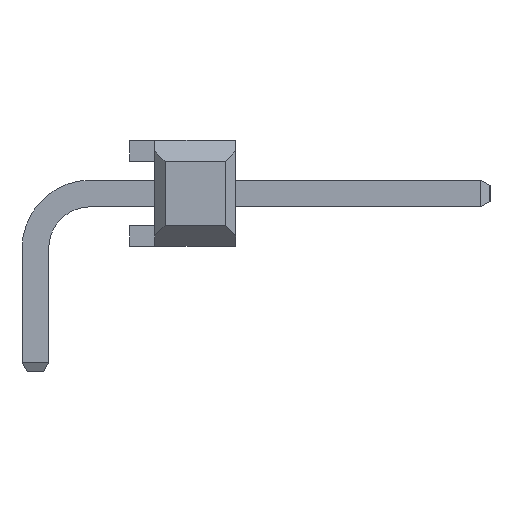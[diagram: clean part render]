
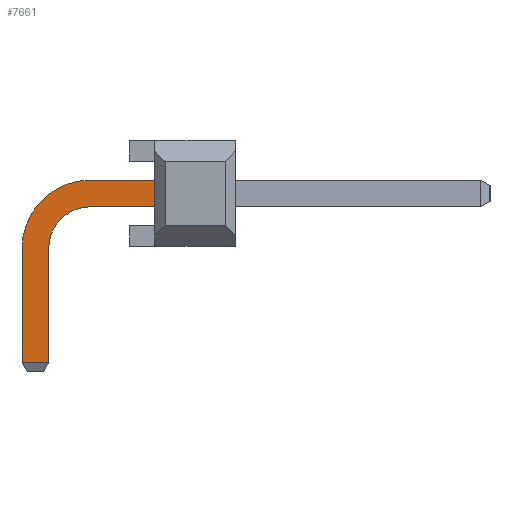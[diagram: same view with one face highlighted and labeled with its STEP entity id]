
A CAD part, left-side view. The second image highlights one B-rep face of the part: STEP entity #7661.
In plain terms, the highlighted planar face has unit normal (-1, 0, 0).
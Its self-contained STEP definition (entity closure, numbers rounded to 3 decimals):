
#71=FACE_OUTER_BOUND('',#511,.T.);
#511=EDGE_LOOP('',(#4867,#4868,#4869,#4870,#4871,#4872,#4873,#4874));
#969=CIRCLE('',#8128,1.64);
#970=CIRCLE('',#8129,1.);
#1014=LINE('',#10631,#2054);
#1018=LINE('',#10638,#2058);
#1023=LINE('',#10649,#2063);
#1024=LINE('',#10653,#2064);
#1025=LINE('',#10655,#2065);
#1026=LINE('',#10657,#2066);
#2054=VECTOR('',#8621,9.363);
#2058=VECTOR('',#8627,9.363);
#2063=VECTOR('',#8636,10.);
#2064=VECTOR('',#8639,2.733);
#2065=VECTOR('',#8640,0.64);
#2066=VECTOR('',#8641,2.733);
#3095=VERTEX_POINT('',#10628);
#3096=VERTEX_POINT('',#10630);
#3097=VERTEX_POINT('',#10634);
#3098=VERTEX_POINT('',#10636);
#3103=VERTEX_POINT('',#10650);
#3104=VERTEX_POINT('',#10652);
#3105=VERTEX_POINT('',#10654);
#3106=VERTEX_POINT('',#10656);
#3776=EDGE_CURVE('',#3095,#3096,#1014,.T.);
#3780=EDGE_CURVE('',#3097,#3098,#1018,.T.);
#3785=EDGE_CURVE('',#3097,#3095,#1023,.T.);
#3786=EDGE_CURVE('',#3098,#3103,#969,.T.);
#3787=EDGE_CURVE('',#3103,#3104,#1024,.T.);
#3788=EDGE_CURVE('',#3105,#3104,#1025,.T.);
#3789=EDGE_CURVE('',#3106,#3105,#1026,.T.);
#3790=EDGE_CURVE('',#3096,#3106,#970,.T.);
#4867=ORIENTED_EDGE('',*,*,#3785,.F.);
#4868=ORIENTED_EDGE('',*,*,#3780,.T.);
#4869=ORIENTED_EDGE('',*,*,#3786,.T.);
#4870=ORIENTED_EDGE('',*,*,#3787,.T.);
#4871=ORIENTED_EDGE('',*,*,#3788,.F.);
#4872=ORIENTED_EDGE('',*,*,#3789,.F.);
#4873=ORIENTED_EDGE('',*,*,#3790,.F.);
#4874=ORIENTED_EDGE('',*,*,#3776,.F.);
#7011=PLANE('',#8127);
#7661=ADVANCED_FACE('',(#71),#7011,.T.);
#8127=AXIS2_PLACEMENT_3D('',#10648,#8634,#8635);
#8128=AXIS2_PLACEMENT_3D('',#10651,#8637,#8638);
#8129=AXIS2_PLACEMENT_3D('',#10658,#8642,#8643);
#8621=DIRECTION('',(0.,-1.,0.));
#8627=DIRECTION('',(0.,-1.,0.));
#8634=DIRECTION('center_axis',(-1.,0.,0.));
#8635=DIRECTION('ref_axis',(0.,0.,-1.));
#8636=DIRECTION('',(0.,0.,1.));
#8637=DIRECTION('center_axis',(-1.,0.,0.));
#8638=DIRECTION('ref_axis',(0.,0.,-1.));
#8639=DIRECTION('',(0.,0.,1.));
#8640=DIRECTION('',(0.,-1.,0.));
#8641=DIRECTION('',(0.,0.,1.));
#8642=DIRECTION('center_axis',(-1.,0.,0.));
#8643=DIRECTION('ref_axis',(0.,0.,-1.));
#10628=CARTESIAN_POINT('',(2.22,-1.94,0.32));
#10630=CARTESIAN_POINT('',(2.22,-3.48,0.32));
#10631=CARTESIAN_POINT('',(2.22,5.883,0.32));
#10634=CARTESIAN_POINT('',(2.22,-1.94,-0.32));
#10636=CARTESIAN_POINT('',(2.22,-3.48,-0.32));
#10638=CARTESIAN_POINT('',(2.22,5.883,-0.32));
#10648=CARTESIAN_POINT('Origin',(2.22,6.1,0.32));
#10649=CARTESIAN_POINT('',(2.22,-1.94,0.16));
#10650=CARTESIAN_POINT('',(2.22,-5.12,1.32));
#10651=CARTESIAN_POINT('Origin',(2.22,-3.48,1.32));
#10652=CARTESIAN_POINT('',(2.22,-5.12,4.053));
#10653=CARTESIAN_POINT('',(2.22,-5.12,1.32));
#10654=CARTESIAN_POINT('',(2.22,-4.48,4.053));
#10655=CARTESIAN_POINT('',(2.22,-4.48,4.053));
#10656=CARTESIAN_POINT('',(2.22,-4.48,1.32));
#10657=CARTESIAN_POINT('',(2.22,-4.48,1.32));
#10658=CARTESIAN_POINT('Origin',(2.22,-3.48,1.32));
